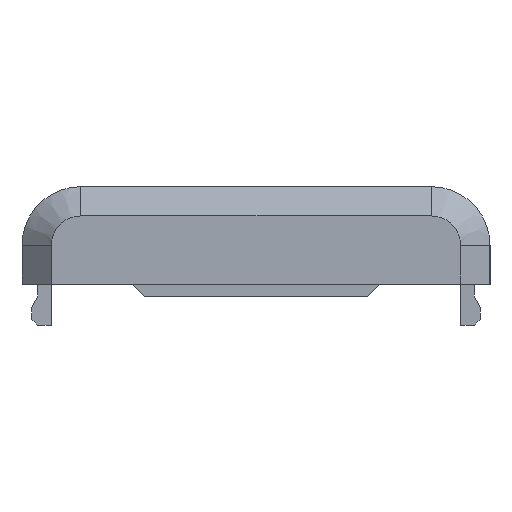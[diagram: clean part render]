
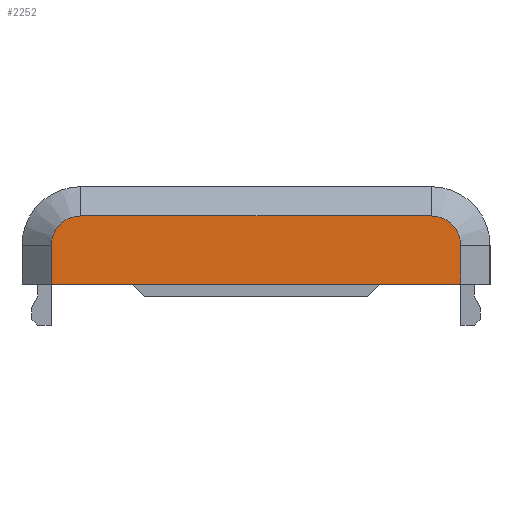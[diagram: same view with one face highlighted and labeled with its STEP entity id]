
A CAD part, left-side view. The second image highlights one B-rep face of the part: STEP entity #2252.
In plain terms, the highlighted planar face has unit normal (-1, 0, 0).
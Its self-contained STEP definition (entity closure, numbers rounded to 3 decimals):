
#1295=CARTESIAN_POINT('Vertex',(-19.,-10.5,0.)) ;
#1298=CARTESIAN_POINT('Line Origine',(-19.,0.,0.)) ;
#1302=CARTESIAN_POINT('Vertex',(-19.,10.5,0.)) ;
#2187=CARTESIAN_POINT('Line Origine',(-19.,10.5,1.)) ;
#2191=CARTESIAN_POINT('Vertex',(-19.,10.5,2.)) ;
#2213=CARTESIAN_POINT('Axis2P3D Location',(-19.,-12.,0.)) ;
#2218=CARTESIAN_POINT('Line Origine',(-19.,-10.5,1.)) ;
#2222=CARTESIAN_POINT('Vertex',(-19.,-10.5,2.)) ;
#2225=CARTESIAN_POINT('Axis2P3D Location',(-19.,-9.,2.)) ;
#2229=CARTESIAN_POINT('Vertex',(-19.,-9.,3.5)) ;
#2232=CARTESIAN_POINT('Line Origine',(-19.,0.,3.5)) ;
#2236=CARTESIAN_POINT('Vertex',(-19.,9.,3.5)) ;
#2239=CARTESIAN_POINT('Axis2P3D Location',(-19.,9.,2.)) ;
#1299=DIRECTION('Vector Direction',(0.,1.,0.)) ;
#2188=DIRECTION('Vector Direction',(0.,0.,1.)) ;
#2214=DIRECTION('Axis2P3D Direction',(1.,0.,0.)) ;
#2215=DIRECTION('Axis2P3D XDirection',(0.,1.,0.)) ;
#2219=DIRECTION('Vector Direction',(0.,0.,1.)) ;
#2226=DIRECTION('Axis2P3D Direction',(1.,0.,0.)) ;
#2233=DIRECTION('Vector Direction',(0.,1.,0.)) ;
#2240=DIRECTION('Axis2P3D Direction',(1.,0.,0.)) ;
#2216=AXIS2_PLACEMENT_3D('Plane Axis2P3D',#2213,#2214,#2215) ;
#2227=AXIS2_PLACEMENT_3D('Circle Axis2P3D',#2225,#2226,$) ;
#2241=AXIS2_PLACEMENT_3D('Circle Axis2P3D',#2239,#2240,$) ;
#2245=ORIENTED_EDGE('',*,*,#1304,.F.) ;
#2246=ORIENTED_EDGE('',*,*,#2224,.T.) ;
#2247=ORIENTED_EDGE('',*,*,#2231,.T.) ;
#2248=ORIENTED_EDGE('',*,*,#2238,.T.) ;
#2249=ORIENTED_EDGE('',*,*,#2243,.T.) ;
#2250=ORIENTED_EDGE('',*,*,#2193,.T.) ;
#1300=VECTOR('Line Direction',#1299,1.) ;
#2189=VECTOR('Line Direction',#2188,1.) ;
#2220=VECTOR('Line Direction',#2219,1.) ;
#2234=VECTOR('Line Direction',#2233,1.) ;
#2252=ADVANCED_FACE('PartBody',(#2251),#2217,.F.) ;
#2228=CIRCLE('generated circle',#2227,1.5) ;
#2242=CIRCLE('generated circle',#2241,1.5) ;
#1304=EDGE_CURVE('',#1296,#1303,#1301,.T.) ;
#2193=EDGE_CURVE('',#2192,#1303,#2190,.F.) ;
#2224=EDGE_CURVE('',#1296,#2223,#2221,.T.) ;
#2231=EDGE_CURVE('',#2223,#2230,#2228,.F.) ;
#2238=EDGE_CURVE('',#2230,#2237,#2235,.T.) ;
#2243=EDGE_CURVE('',#2237,#2192,#2242,.F.) ;
#2244=EDGE_LOOP('',(#2245,#2246,#2247,#2248,#2249,#2250)) ;
#2251=FACE_OUTER_BOUND('',#2244,.T.) ;
#1301=LINE('Line',#1298,#1300) ;
#2190=LINE('Line',#2187,#2189) ;
#2221=LINE('Line',#2218,#2220) ;
#2235=LINE('Line',#2232,#2234) ;
#2217=PLANE('',#2216) ;
#1296=VERTEX_POINT('',#1295) ;
#1303=VERTEX_POINT('',#1302) ;
#2192=VERTEX_POINT('',#2191) ;
#2223=VERTEX_POINT('',#2222) ;
#2230=VERTEX_POINT('',#2229) ;
#2237=VERTEX_POINT('',#2236) ;
